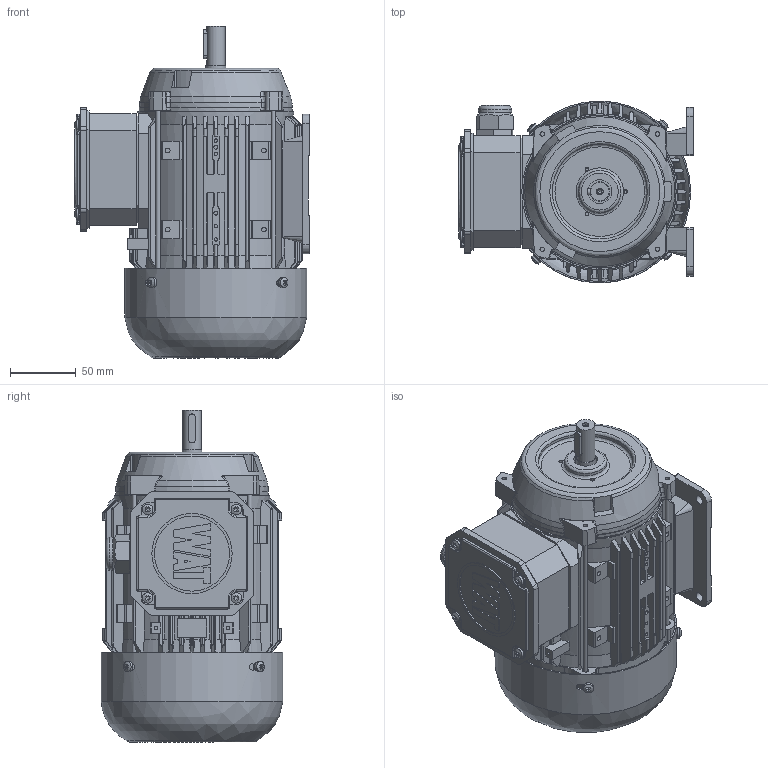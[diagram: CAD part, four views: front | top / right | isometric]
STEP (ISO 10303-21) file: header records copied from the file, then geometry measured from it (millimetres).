
FILE_DESCRIPTION(/* description */ (''),/* implementation_level */ '2;1');
FILE_NAME(/* name */ 'AR-000001532952_001-DIS GORUNUS QE71 B3 KISA TK.stp',/* time_stamp */ '2024-07-29T10:18:37+03:00',/* author */ (''),/* organization */ (''),/* preprocessor_version */ 'ST-DEVELOPER v18.102',/* originating_system */ 'SIEMENS PLM Software NX2206.8101',/* authorisation */ '');
FILE_SCHEMA (('AUTOMOTIVE_DESIGN { 1 0 10303 214 3 1 1 1 }'));
Products named in the file (1): 001_objects
Bounding box: 178.11 x 138 x 252 mm (x, y, z)
Surface area: 281184.9 mm2 (no closed solid volume)
Topology: 0 solids, 42 shells, 1613 faces, 5045 edges, 3386 vertices
Faces by surface type: plane 839, cylinder 444, bspline 173, cone 120, torus 37
Full cylindrical faces by diameter (mm): 2.5 x10, 3 x5, 3.3 x10, 3.65 x8, 4 x6, 4.8 x2, 5 x2, 5.2 x4, 7 x4, 8 x9, 14 x1, 14.96 x1, 15 x1, 18.2 x1, 19.84 x1, 24.1 x1, 25.28 x1, 30 x1, 57 x1, 61 x1, 72 x1, 115 x1, 136 x1, 138 x1
Entity records: 62141 total; most frequent: CARTESIAN_POINT 20568, ORIENTED_EDGE 8501, DIRECTION 7675, EDGE_CURVE 4925, VERTEX_POINT 3379, LINE 2569, VECTOR 2569, AXIS2_PLACEMENT_3D 2553
